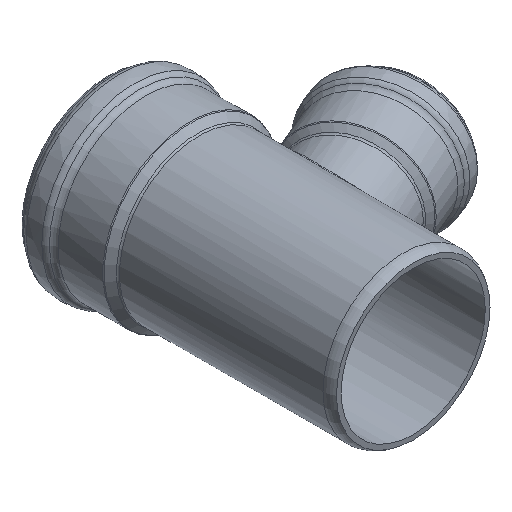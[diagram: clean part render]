
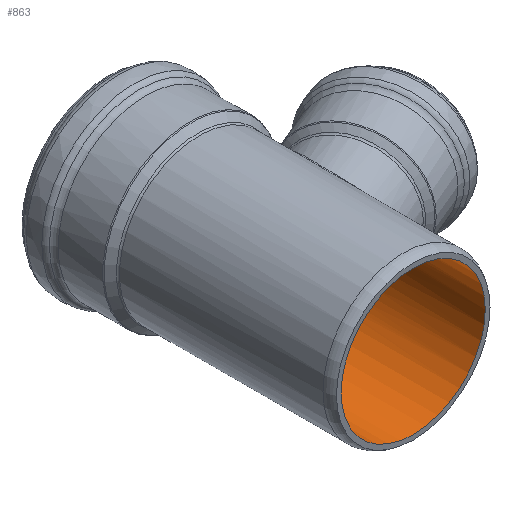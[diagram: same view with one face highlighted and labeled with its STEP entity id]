
A CAD part, isometric view. The second image highlights one B-rep face of the part: STEP entity #863.
In plain terms, the highlighted cylindrical face has radius 49.55 mm (diameter 99.1 mm), a full revolution.
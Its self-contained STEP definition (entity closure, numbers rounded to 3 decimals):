
#24=FACE_BOUND('',#216,.T.);
#25=FACE_BOUND('',#217,.T.);
#67=CYLINDRICAL_SURFACE('',#945,49.55);
#141=FACE_OUTER_BOUND('',#215,.T.);
#215=EDGE_LOOP('',(#713));
#216=EDGE_LOOP('',(#714));
#217=EDGE_LOOP('',(#715));
#333=B_SPLINE_CURVE_WITH_KNOTS('',3,(#2571,#2572,#2573,#2574,#2575,#2576,
#2577,#2578,#2579,#2580,#2581,#2582,#2583,#2584,#2585,#2586,#2587,#2588,
#2589,#2590,#2591,#2592,#2593,#2594,#2595,#2596,#2597,#2598,#2599,#2600,
#2601,#2602,#2603,#2604,#2605,#2606,#2607,#2608,#2609,#2610,#2611,#2612,
#2613,#2614,#2615,#2616,#2617,#2618,#2619,#2620,#2621,#2622,#2623,#2624,
#2625,#2626,#2627,#2628,#2629,#2630,#2631,#2632,#2633,#2634,#2635,#2636),
 .UNSPECIFIED.,.T.,.F.,(4,2,2,2,2,2,2,2,2,2,2,2,2,2,2,2,2,2,2,2,2,2,2,2,
2,2,2,2,2,2,2,2,4),(0.,0.65,1.299,1.949,
2.598,3.264,3.93,4.596,5.263,
5.929,6.595,7.261,7.927,8.576,
9.226,9.876,10.525,11.307,12.09,
12.872,13.655,14.377,15.099,15.821,
16.543,17.22,17.896,18.573,19.249,
20.077,20.904,21.731,22.558),
 .UNSPECIFIED.);
#360=CIRCLE('',#943,49.55);
#362=CIRCLE('',#946,49.55);
#442=VERTEX_POINT('',#2563);
#444=VERTEX_POINT('',#2568);
#445=VERTEX_POINT('',#2570);
#549=EDGE_CURVE('',#442,#442,#360,.T.);
#551=EDGE_CURVE('',#444,#444,#362,.T.);
#552=EDGE_CURVE('',#445,#445,#333,.T.);
#713=ORIENTED_EDGE('',*,*,#551,.T.);
#714=ORIENTED_EDGE('',*,*,#552,.T.);
#715=ORIENTED_EDGE('',*,*,#549,.F.);
#863=ADVANCED_FACE('',(#141,#24,#25),#67,.F.);
#943=AXIS2_PLACEMENT_3D('',#2564,#1102,#1103);
#945=AXIS2_PLACEMENT_3D('',#2567,#1106,#1107);
#946=AXIS2_PLACEMENT_3D('',#2569,#1108,#1109);
#1102=DIRECTION('center_axis',(0.,-1.,0.));
#1103=DIRECTION('ref_axis',(-1.,0.,0.));
#1106=DIRECTION('center_axis',(0.,-1.,0.));
#1107=DIRECTION('ref_axis',(1.,0.,0.));
#1108=DIRECTION('center_axis',(0.,-1.,0.));
#1109=DIRECTION('ref_axis',(1.,0.,0.));
#2563=CARTESIAN_POINT('',(49.55,148.936,0.));
#2564=CARTESIAN_POINT('Origin',(0.,148.936,0.));
#2567=CARTESIAN_POINT('Origin',(0.,73.889,0.));
#2568=CARTESIAN_POINT('',(49.55,0.,0.));
#2569=CARTESIAN_POINT('Origin',(0.,0.,0.));
#2570=CARTESIAN_POINT('',(35.711,97.792,34.35));
#2571=CARTESIAN_POINT('Ctrl Pts',(35.711,97.792,34.35));
#2572=CARTESIAN_POINT('Ctrl Pts',(35.711,95.627,34.35));
#2573=CARTESIAN_POINT('Ctrl Pts',(35.886,93.407,34.172));
#2574=CARTESIAN_POINT('Ctrl Pts',(36.627,89.068,33.376));
#2575=CARTESIAN_POINT('Ctrl Pts',(37.194,86.951,32.757));
#2576=CARTESIAN_POINT('Ctrl Pts',(38.6,82.986,31.088));
#2577=CARTESIAN_POINT('Ctrl Pts',(39.438,81.131,30.035));
#2578=CARTESIAN_POINT('Ctrl Pts',(41.192,77.767,27.581));
#2579=CARTESIAN_POINT('Ctrl Pts',(42.104,76.259,26.18));
#2580=CARTESIAN_POINT('Ctrl Pts',(43.841,73.597,23.159));
#2581=CARTESIAN_POINT('Ctrl Pts',(44.725,72.359,21.426));
#2582=CARTESIAN_POINT('Ctrl Pts',(46.349,70.199,17.642));
#2583=CARTESIAN_POINT('Ctrl Pts',(47.087,69.277,15.59));
#2584=CARTESIAN_POINT('Ctrl Pts',(48.297,67.801,11.294));
#2585=CARTESIAN_POINT('Ctrl Pts',(48.771,67.246,9.046));
#2586=CARTESIAN_POINT('Ctrl Pts',(49.398,66.518,4.509));
#2587=CARTESIAN_POINT('Ctrl Pts',(49.55,66.344,2.22));
#2588=CARTESIAN_POINT('Ctrl Pts',(49.55,66.344,-2.22));
#2589=CARTESIAN_POINT('Ctrl Pts',(49.398,66.518,-4.509));
#2590=CARTESIAN_POINT('Ctrl Pts',(48.771,67.246,-9.046));
#2591=CARTESIAN_POINT('Ctrl Pts',(48.297,67.801,-11.294));
#2592=CARTESIAN_POINT('Ctrl Pts',(47.087,69.277,-15.59));
#2593=CARTESIAN_POINT('Ctrl Pts',(46.349,70.199,-17.642));
#2594=CARTESIAN_POINT('Ctrl Pts',(44.725,72.359,-21.426));
#2595=CARTESIAN_POINT('Ctrl Pts',(43.841,73.597,-23.159));
#2596=CARTESIAN_POINT('Ctrl Pts',(42.104,76.259,-26.18));
#2597=CARTESIAN_POINT('Ctrl Pts',(41.192,77.767,-27.581));
#2598=CARTESIAN_POINT('Ctrl Pts',(39.438,81.131,-30.035));
#2599=CARTESIAN_POINT('Ctrl Pts',(38.6,82.986,-31.088));
#2600=CARTESIAN_POINT('Ctrl Pts',(37.194,86.951,-32.757));
#2601=CARTESIAN_POINT('Ctrl Pts',(36.627,89.068,-33.376));
#2602=CARTESIAN_POINT('Ctrl Pts',(35.886,93.407,-34.172));
#2603=CARTESIAN_POINT('Ctrl Pts',(35.711,95.627,-34.35));
#2604=CARTESIAN_POINT('Ctrl Pts',(35.711,100.4,-34.35));
#2605=CARTESIAN_POINT('Ctrl Pts',(35.959,103.052,-34.096));
#2606=CARTESIAN_POINT('Ctrl Pts',(36.833,108.315,-33.15));
#2607=CARTESIAN_POINT('Ctrl Pts',(37.457,110.926,-32.457));
#2608=CARTESIAN_POINT('Ctrl Pts',(38.915,115.985,-30.694));
#2609=CARTESIAN_POINT('Ctrl Pts',(39.748,118.434,-29.623));
#2610=CARTESIAN_POINT('Ctrl Pts',(41.465,123.049,-27.168));
#2611=CARTESIAN_POINT('Ctrl Pts',(42.348,125.214,-25.783));
#2612=CARTESIAN_POINT('Ctrl Pts',(43.964,128.994,-22.91));
#2613=CARTESIAN_POINT('Ctrl Pts',(44.765,130.778,-21.33));
#2614=CARTESIAN_POINT('Ctrl Pts',(46.28,134.05,-17.805));
#2615=CARTESIAN_POINT('Ctrl Pts',(46.994,135.537,-15.86));
#2616=CARTESIAN_POINT('Ctrl Pts',(48.202,138.016,-11.685));
#2617=CARTESIAN_POINT('Ctrl Pts',(48.697,139.009,-9.45));
#2618=CARTESIAN_POINT('Ctrl Pts',(49.372,140.353,-4.811));
#2619=CARTESIAN_POINT('Ctrl Pts',(49.55,140.704,-2.407));
#2620=CARTESIAN_POINT('Ctrl Pts',(49.55,140.704,2.255));
#2621=CARTESIAN_POINT('Ctrl Pts',(49.393,140.396,4.521));
#2622=CARTESIAN_POINT('Ctrl Pts',(48.791,139.197,8.918));
#2623=CARTESIAN_POINT('Ctrl Pts',(48.347,138.308,11.049));
#2624=CARTESIAN_POINT('Ctrl Pts',(47.255,136.077,15.05));
#2625=CARTESIAN_POINT('Ctrl Pts',(46.607,134.734,16.924));
#2626=CARTESIAN_POINT('Ctrl Pts',(45.219,131.771,20.342));
#2627=CARTESIAN_POINT('Ctrl Pts',(44.481,130.15,21.886));
#2628=CARTESIAN_POINT('Ctrl Pts',(42.878,126.484,24.904));
#2629=CARTESIAN_POINT('Ctrl Pts',(41.942,124.245,26.434));
#2630=CARTESIAN_POINT('Ctrl Pts',(40.108,119.453,29.142));
#2631=CARTESIAN_POINT('Ctrl Pts',(39.211,116.9,30.32));
#2632=CARTESIAN_POINT('Ctrl Pts',(37.631,111.61,32.26));
#2633=CARTESIAN_POINT('Ctrl Pts',(36.949,108.874,33.022));
#2634=CARTESIAN_POINT('Ctrl Pts',(35.988,103.343,34.067));
#2635=CARTESIAN_POINT('Ctrl Pts',(35.711,100.549,34.35));
#2636=CARTESIAN_POINT('Ctrl Pts',(35.711,97.792,34.35));
